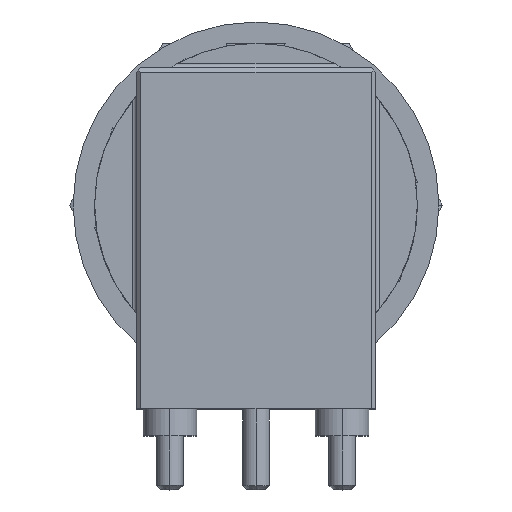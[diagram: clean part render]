
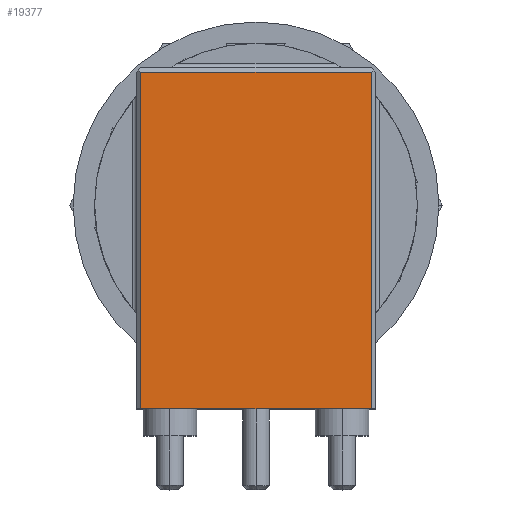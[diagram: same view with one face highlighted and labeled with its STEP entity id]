
A CAD part, top view. The second image highlights one B-rep face of the part: STEP entity #19377.
In plain terms, the highlighted planar face has unit normal (0, 0, 1).
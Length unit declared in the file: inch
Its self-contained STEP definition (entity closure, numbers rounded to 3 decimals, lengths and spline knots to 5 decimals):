
#266 = DIRECTION ( 'NONE',  ( 0., -1., 0. ) ) ;
#955 = CARTESIAN_POINT ( 'NONE',  ( 0.2775, 0.307, 1.625 ) ) ;
#1251 = LINE ( 'NONE', #955, #44923 ) ;
#2875 = VECTOR ( 'NONE', #6270, 39.37008 ) ;
#4583 = CARTESIAN_POINT ( 'NONE',  ( 0.2675, 0.317, 1.625 ) ) ;
#4814 = ORIENTED_EDGE ( 'NONE', *, *, #43890, .T. ) ;
#6270 = DIRECTION ( 'NONE',  ( 0., 1., 0. ) ) ;
#6906 = CARTESIAN_POINT ( 'NONE',  ( 0.2775, -0.475, 1.625 ) ) ;
#7934 = VECTOR ( 'NONE', #48543, 39.37008 ) ;
#9421 = ORIENTED_EDGE ( 'NONE', *, *, #14793, .T. ) ;
#13369 = ORIENTED_EDGE ( 'NONE', *, *, #29472, .F. ) ;
#13408 = LINE ( 'NONE', #44739, #7934 ) ;
#13745 = DIRECTION ( 'NONE',  ( 0., 0., -1. ) ) ;
#13948 = VERTEX_POINT ( 'NONE', #34323 ) ;
#14793 = EDGE_CURVE ( 'NONE', #20174, #13948, #1251, .T. ) ;
#16476 = CARTESIAN_POINT ( 'NONE',  ( -0.2675, -0.475, 1.625 ) ) ;
#18094 = EDGE_CURVE ( 'NONE', #27366, #20174, #50771, .T. ) ;
#18701 = EDGE_LOOP ( 'NONE', ( #56767, #9421, #4814, #13369 ) ) ;
#18847 = DIRECTION ( 'NONE',  ( -1., 0., 0. ) ) ;
#19377 = ADVANCED_FACE ( 'NONE', ( #39837 ), #45077, .F. ) ;
#20174 = VERTEX_POINT ( 'NONE', #54875 ) ;
#21233 = LINE ( 'NONE', #6906, #23365 ) ;
#23365 = VECTOR ( 'NONE', #47578, 39.37008 ) ;
#24070 = VERTEX_POINT ( 'NONE', #16476 ) ;
#27366 = VERTEX_POINT ( 'NONE', #55689 ) ;
#29472 = EDGE_CURVE ( 'NONE', #27366, #24070, #21233, .T. ) ;
#34323 = CARTESIAN_POINT ( 'NONE',  ( -0.2675, 0.307, 1.625 ) ) ;
#38501 = AXIS2_PLACEMENT_3D ( 'NONE', #44785, #13745, #266 ) ;
#39837 = FACE_OUTER_BOUND ( 'NONE', #18701, .T. ) ;
#43890 = EDGE_CURVE ( 'NONE', #13948, #24070, #13408, .T. ) ;
#44739 = CARTESIAN_POINT ( 'NONE',  ( -0.2675, 0.317, 1.625 ) ) ;
#44785 = CARTESIAN_POINT ( 'NONE',  ( 0.2775, 0.317, 1.625 ) ) ;
#44923 = VECTOR ( 'NONE', #18847, 39.37008 ) ;
#45077 = PLANE ( 'NONE',  #38501 ) ;
#47578 = DIRECTION ( 'NONE',  ( -1., 0., 0. ) ) ;
#48543 = DIRECTION ( 'NONE',  ( 0., -1., 0. ) ) ;
#50771 = LINE ( 'NONE', #4583, #2875 ) ;
#54875 = CARTESIAN_POINT ( 'NONE',  ( 0.2675, 0.307, 1.625 ) ) ;
#55689 = CARTESIAN_POINT ( 'NONE',  ( 0.2675, -0.475, 1.625 ) ) ;
#56767 = ORIENTED_EDGE ( 'NONE', *, *, #18094, .T. ) ;
